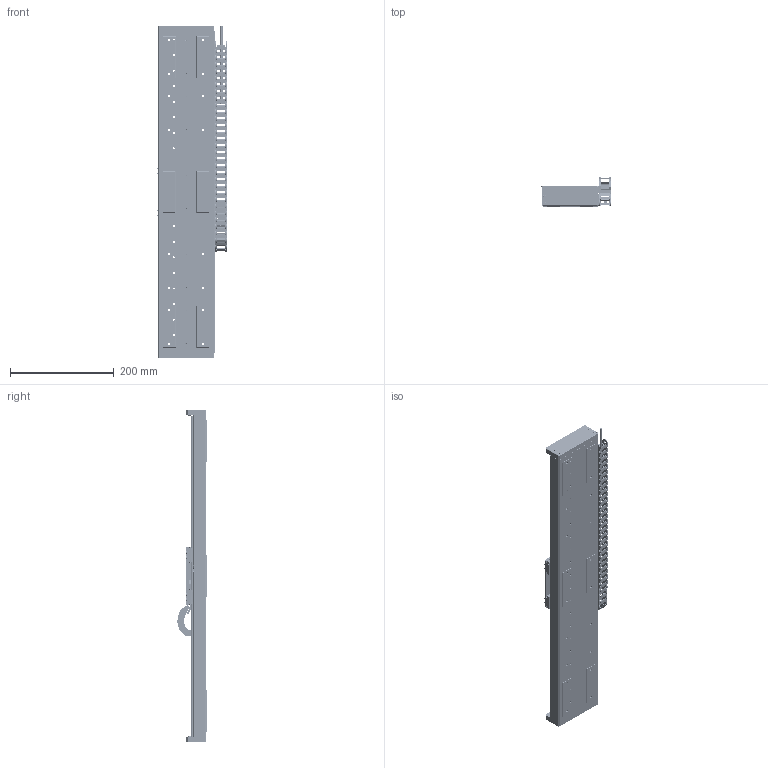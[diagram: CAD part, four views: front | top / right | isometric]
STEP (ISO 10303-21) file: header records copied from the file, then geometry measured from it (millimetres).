
FILE_DESCRIPTION (( 'STEP AP214' ), '1' );
FILE_NAME ('PPS-110-343X0.STEP', '2023-03-02T21:51:17', ( '' ), ( '' ), 'SwSTEP 2.0', 'SolidWorks 2020', '' );
FILE_SCHEMA (( 'AUTOMOTIVE_DESIGN' ));
Length unit declared in the file: millimetre
Products named in the file (45): 2018_11_12__21-01-27-700_23; 2018_11_12__21-01-27-700_14; RubberBall; PPS-110 Base Demo Assembly_2022_500mm Travel Linear Motor; 2018_11_12__21-01-27-700_22; PPS-110 Carriage Demo Assembly_2022_Linear Motor Carriage, MII 6000 Digital Enc; Cable Chain exit cable_big; Screw, SHCS-S, M-DIN._M3 x 0.5 x 10mm; 2018_11_12__21-01-27-700_15; 430712 PPS-110, End Plate, Linear Motor; 430713 PPS-110, Encoder Bracket, MII 6000; 2018_11_12__21-01-27-700_17; 130242 Bearing, Slide Rail, PPS-110 (SEBS9B Track)_500mm; 431143 PPS-110, Igus Chain Bracket, 047 Series; PPS-110, Base, Master Part_Limit Switch MOD Travel 350 (OWPS-300300); 0_338m_047_16_018_0_4_500mm Chain; 110214 Scale, Renshaw Atom, Tape RTLF_220; 2018_11_12__21-01-27-700_4; Screw, SHCS-S, M-DIN._M2 x 0.4 x 06mm; 2018_11_12__21-01-27-700_20; 430714 PPS-110, Carriage Cable Cover; 2018_11_12__21-01-27-700_24; 2018_11_12__21-01-27-700_16; 2018_11_12__21-01-27-700_12; Screw, SHCS-L, M-DIN_M3 x 0.5 x 06mm; 2018_11_12__21-01-27-700_13; Linear Motor Demo_150; 2018_11_12__21-01-27-700_18; 2018_11_12__21-01-27-700_5; 2018_11_12__21-01-27-700_6; SCREW, MS-PPH, M-JCIS 1_M1.6 x 0.35 x 3mm; 2018_11_12__21-01-27-700_2; 2018_11_12__21-01-27-700_9; 2018_11_12__21-01-27-700_11; 2018_11_12__21-01-27-700_25; 130242 Bearing, Slide Rail, PPS-110 (SEBS9B Slide); 2018_11_12__21-01-27-700_8; 2018_11_12__21-01-27-700_19; Screw, SHCS-S, M-DIN._M3 x 0.5 x 08mm; 430710 PPS-110, Carriage, L110, Linear and Stepper Motor ...
Assembly tree (163 placements, depth 3):
  PPS-110-343X0
    PPS-110 Base Demo Assembly_2022_500mm Travel Linear Motor
      PPS-110, Base, Master Part_Limit Switch MOD Travel 350 (OWPS-300300)
      Screw, SHCS-S, M-DIN._M3 x 0.5 x 08mm  x62
      130242 Bearing, Slide Rail, PPS-110 (SEBS9B Track)_500mm  x2
      RubberBall  x4
      430712 PPS-110, End Plate, Linear Motor  x2
      Screw, SHCS-S, M-DIN._M3 x 0.5 x 10mm  x8
      110214 Scale, Renshaw Atom, Tape RTLF_220
    PPS-110 Carriage Demo Assembly_2022_Linear Motor Carriage, MII 6000 Digital Enc
      430710 PPS-110, Carriage, L110, Linear and Stepper Motor
      430714 PPS-110, Carriage Cable Cover
      SCREW, MS-PPH, M-JCIS 1_M1.6 x 0.35 x 3mm  x10
      130242 Bearing, Slide Rail, PPS-110 (SEBS9B Slide)  x4
      Screw, SHCS-L, M-DIN_M3 x 0.5 x 06mm  x16
      110123 Encoder Head, MII 6000, Atmospheric
      430713 PPS-110, Encoder Bracket, MII 6000
      Screw, SHCS-S, M-DIN._M2 x 0.4 x 06mm  x4
    0_338m_047_16_018_0_4_500mm Chain
      2018_11_12__21-01-27-700
      2018_11_12__21-01-27-700_2
      2018_11_12__21-01-27-700_4
      2018_11_12__21-01-27-700_5
      2018_11_12__21-01-27-700_6
      2018_11_12__21-01-27-700_8
      2018_11_12__21-01-27-700_9
      2018_11_12__21-01-27-700_11
      2018_11_12__21-01-27-700_12
      2018_11_12__21-01-27-700_13
      2018_11_12__21-01-27-700_14
      2018_11_12__21-01-27-700_15
      2018_11_12__21-01-27-700_16
      2018_11_12__21-01-27-700_17
      2018_11_12__21-01-27-700_18
      2018_11_12__21-01-27-700_19  x14
      2018_11_12__21-01-27-700_20
      2018_11_12__21-01-27-700_21
      2018_11_12__21-01-27-700_22
      2018_11_12__21-01-27-700_23
      2018_11_12__21-01-27-700_24
      2018_11_12__21-01-27-700_25
      2018_11_13__02-00-41-543 (mounting piece)
    431143 PPS-110, Igus Chain Bracket, 047 Series
    Cable Chain exit cable_big
    Linear Motor Demo_150  x4
Bounding box: 133.25 x 56.72 x 640 mm (x, y, z)
Volume: 1539566.9 mm3; surface area: 564232 mm2
Topology: 165 solids, 165 shells, 8270 faces, 20412 edges, 12736 vertices
Faces by surface type: plane 4222, cylinder 2538, torus 780, cone 722, sphere 8
Entity records: 149446 total; most frequent: DIRECTION 21927, CARTESIAN_POINT 21432, ORIENTED_EDGE 20528, EDGE_CURVE 10264, AXIS2_PLACEMENT_3D 7610, LINE 6707, VECTOR 6707, VERTEX_POINT 6691
